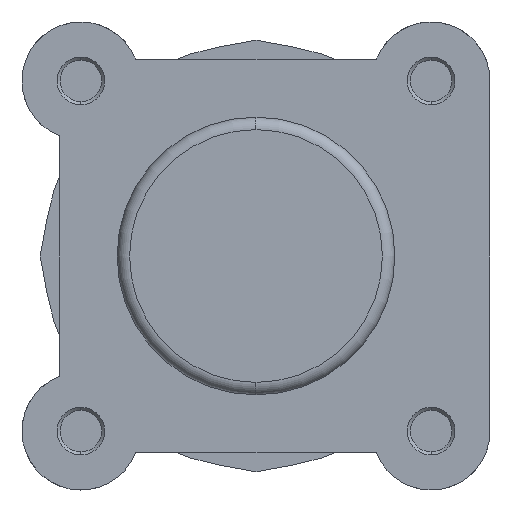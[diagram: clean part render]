
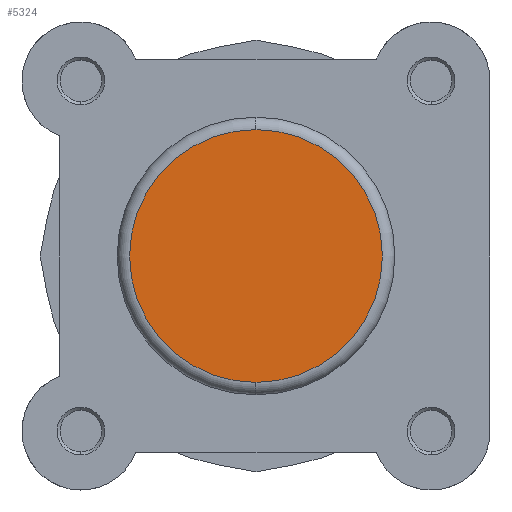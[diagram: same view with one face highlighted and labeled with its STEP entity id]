
A CAD part, left-side view. The second image highlights one B-rep face of the part: STEP entity #5324.
In plain terms, the highlighted planar face has unit normal (-1, 0, 0).
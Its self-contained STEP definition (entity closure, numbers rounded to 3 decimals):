
#149 = CARTESIAN_POINT ( 'NONE',  ( 0., 0., 20.4 ) ) ;
#150 = CARTESIAN_POINT ( 'NONE',  ( 0., 0., -20.4 ) ) ;
#493 = CARTESIAN_POINT ( 'NONE',  ( 0., 0., 0. ) ) ;
#494 = PLANE ( 'NONE',  #5611 ) ;
#496 = DIRECTION ( 'NONE',  ( 1., 0., 0. ) ) ;
#497 = DIRECTION ( 'NONE',  ( 0., 0., -1. ) ) ;
#1780 = EDGE_CURVE ( 'NONE', #2851, #2852, #4718, .T. ) ;
#1835 = EDGE_CURVE ( 'NONE', #2852, #2851, #4794, .T. ) ;
#2210 = EDGE_LOOP ( 'NONE', ( #2454, #2425 ) ) ;
#2425 = ORIENTED_EDGE ( 'NONE', *, *, #1780, .T. ) ;
#2454 = ORIENTED_EDGE ( 'NONE', *, *, #1835, .T. ) ;
#2851 = VERTEX_POINT ( 'NONE', #149 ) ;
#2852 = VERTEX_POINT ( 'NONE', #150 ) ;
#3433 = CARTESIAN_POINT ( 'NONE',  ( 0., 0., 0. ) ) ;
#3434 = DIRECTION ( 'NONE',  ( -1., 0., 0. ) ) ;
#3435 = DIRECTION ( 'NONE',  ( 0., 0., -1. ) ) ;
#3569 = CARTESIAN_POINT ( 'NONE',  ( 0., 0., 0. ) ) ;
#3576 = DIRECTION ( 'NONE',  ( -1., 0., 0. ) ) ;
#3577 = DIRECTION ( 'NONE',  ( 0., 0., -1. ) ) ;
#4718 = CIRCLE ( 'NONE', #5259, 20.4 ) ;
#4794 = CIRCLE ( 'NONE', #5288, 20.4 ) ;
#5129 = FACE_OUTER_BOUND ( 'NONE', #2210, .T. ) ;
#5259 = AXIS2_PLACEMENT_3D ( 'NONE', #3433, #3434, #3435 ) ;
#5288 = AXIS2_PLACEMENT_3D ( 'NONE', #3569, #3576, #3577 ) ;
#5324 = ADVANCED_FACE ( 'NONE', ( #5129 ), #494, .F. ) ;
#5611 = AXIS2_PLACEMENT_3D ( 'NONE', #493, #496, #497 ) ;
